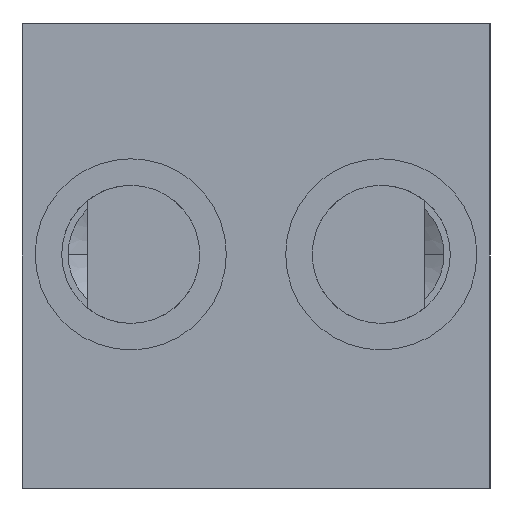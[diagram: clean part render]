
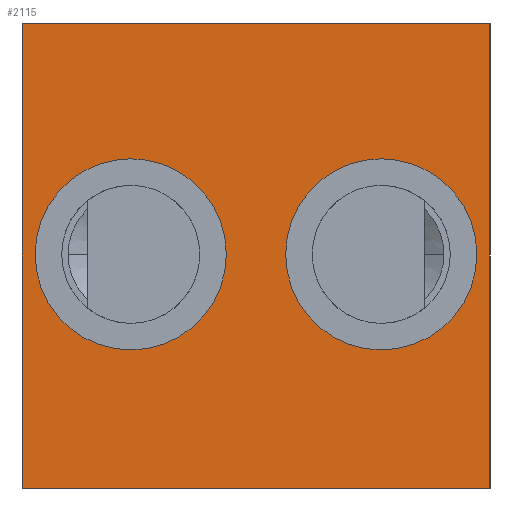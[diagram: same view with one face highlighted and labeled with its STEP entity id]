
A CAD part, left-side view. The second image highlights one B-rep face of the part: STEP entity #2115.
In plain terms, the highlighted planar face has unit normal (-1, 0, 0).
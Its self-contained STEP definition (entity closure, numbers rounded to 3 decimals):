
#1211 = VERTEX_POINT( '', #3539 );
#1267 = EDGE_CURVE( '', #1647, #1313, #3601, .T. );
#1269 = EDGE_CURVE( '', #3069, #2041, #3603, .T. );
#1313 = VERTEX_POINT( '', #3647 );
#1647 = VERTEX_POINT( '', #4021 );
#2041 = VERTEX_POINT( '', #4448 );
#2115 = ADVANCED_FACE( '', ( #4533, #4534, #4535 ), #4536, .F. );
#2237 = EDGE_CURVE( '', #1647, #3111, #4670, .T. );
#2289 = EDGE_CURVE( '', #1313, #3277, #4728, .T. );
#2799 = VERTEX_POINT( '', #5315 );
#2851 = EDGE_CURVE( '', #1211, #2799, #5371, .T. );
#3053 = EDGE_CURVE( '', #2041, #3069, #5594, .T. );
#3069 = VERTEX_POINT( '', #5611 );
#3111 = VERTEX_POINT( '', #5658 );
#3119 = EDGE_CURVE( '', #2799, #1211, #5667, .T. );
#3165 = EDGE_CURVE( '', #3277, #3111, #5716, .T. );
#3277 = VERTEX_POINT( '', #5839 );
#3539 = CARTESIAN_POINT( '', ( 355.5, 69., 80.5 ) );
#3601 = LINE( '', #6254, #6255 );
#3603 = CIRCLE( '', #6258, 14.5 );
#3647 = CARTESIAN_POINT( '', ( 355.5, 0., 115.5 ) );
#4021 = CARTESIAN_POINT( '', ( 355.5, 71., 115.5 ) );
#4448 = CARTESIAN_POINT( '', ( 355.5, 31., 80.5 ) );
#4533 = FACE_BOUND( '', #7693, .T. );
#4534 = FACE_BOUND( '', #7694, .T. );
#4535 = FACE_OUTER_BOUND( '', #7695, .T. );
#4536 = PLANE( '', #7696 );
#4670 = LINE( '', #7935, #7936 );
#4728 = LINE( '', #8045, #8046 );
#5315 = CARTESIAN_POINT( '', ( 355.5, 40., 80.5 ) );
#5371 = CIRCLE( '', #9036, 14.5 );
#5594 = CIRCLE( '', #9436, 14.5 );
#5611 = CARTESIAN_POINT( '', ( 355.5, 2., 80.5 ) );
#5658 = CARTESIAN_POINT( '', ( 355.5, 71., 45. ) );
#5667 = CIRCLE( '', #9531, 14.5 );
#5716 = LINE( '', #9628, #9629 );
#5839 = CARTESIAN_POINT( '', ( 355.5, 0., 45. ) );
#6254 = CARTESIAN_POINT( '', ( 355.5, 35.5, 115.5 ) );
#6255 = VECTOR( '', #10260, 1. );
#6258 = AXIS2_PLACEMENT_3D( '', #10261, #10262, #10263 );
#7693 = EDGE_LOOP( '', ( #11268, #11269 ) );
#7694 = EDGE_LOOP( '', ( #11270, #11271 ) );
#7695 = EDGE_LOOP( '', ( #11272, #11273, #11274, #11275 ) );
#7696 = AXIS2_PLACEMENT_3D( '', #11276, #11277, #11278 );
#7935 = CARTESIAN_POINT( '', ( 355.5, 71., 80.25 ) );
#7936 = VECTOR( '', #11448, 1. );
#8045 = CARTESIAN_POINT( '', ( 355.5, 0., 80.25 ) );
#8046 = VECTOR( '', #11516, 1. );
#9036 = AXIS2_PLACEMENT_3D( '', #12283, #12284, #12285 );
#9436 = AXIS2_PLACEMENT_3D( '', #12535, #12536, #12537 );
#9531 = AXIS2_PLACEMENT_3D( '', #12622, #12623, #12624 );
#9628 = CARTESIAN_POINT( '', ( 355.5, 35.5, 45. ) );
#9629 = VECTOR( '', #12683, 1. );
#10260 = DIRECTION( '', ( 0., -1., 0. ) );
#10261 = CARTESIAN_POINT( '', ( 355.5, 16.5, 80.5 ) );
#10262 = DIRECTION( '', ( 1., 0., 0. ) );
#10263 = DIRECTION( '', ( 0., 1., 0. ) );
#11268 = ORIENTED_EDGE( '', *, *, #3053, .T. );
#11269 = ORIENTED_EDGE( '', *, *, #1269, .T. );
#11270 = ORIENTED_EDGE( '', *, *, #2851, .T. );
#11271 = ORIENTED_EDGE( '', *, *, #3119, .T. );
#11272 = ORIENTED_EDGE( '', *, *, #2237, .T. );
#11273 = ORIENTED_EDGE( '', *, *, #3165, .F. );
#11274 = ORIENTED_EDGE( '', *, *, #2289, .F. );
#11275 = ORIENTED_EDGE( '', *, *, #1267, .F. );
#11276 = CARTESIAN_POINT( '', ( 355.5, 35.5, 80.25 ) );
#11277 = DIRECTION( '', ( 1., 0., 0. ) );
#11278 = DIRECTION( '', ( 0., 0., -1. ) );
#11448 = DIRECTION( '', ( 0., 0., -1. ) );
#11516 = DIRECTION( '', ( 0., 0., -1. ) );
#12283 = CARTESIAN_POINT( '', ( 355.5, 54.5, 80.5 ) );
#12284 = DIRECTION( '', ( 1., 0., 0. ) );
#12285 = DIRECTION( '', ( 0., 1., 0. ) );
#12535 = CARTESIAN_POINT( '', ( 355.5, 16.5, 80.5 ) );
#12536 = DIRECTION( '', ( 1., 0., 0. ) );
#12537 = DIRECTION( '', ( 0., 1., 0. ) );
#12622 = CARTESIAN_POINT( '', ( 355.5, 54.5, 80.5 ) );
#12623 = DIRECTION( '', ( 1., 0., 0. ) );
#12624 = DIRECTION( '', ( 0., 1., 0. ) );
#12683 = DIRECTION( '', ( 0., 1., 0. ) );
